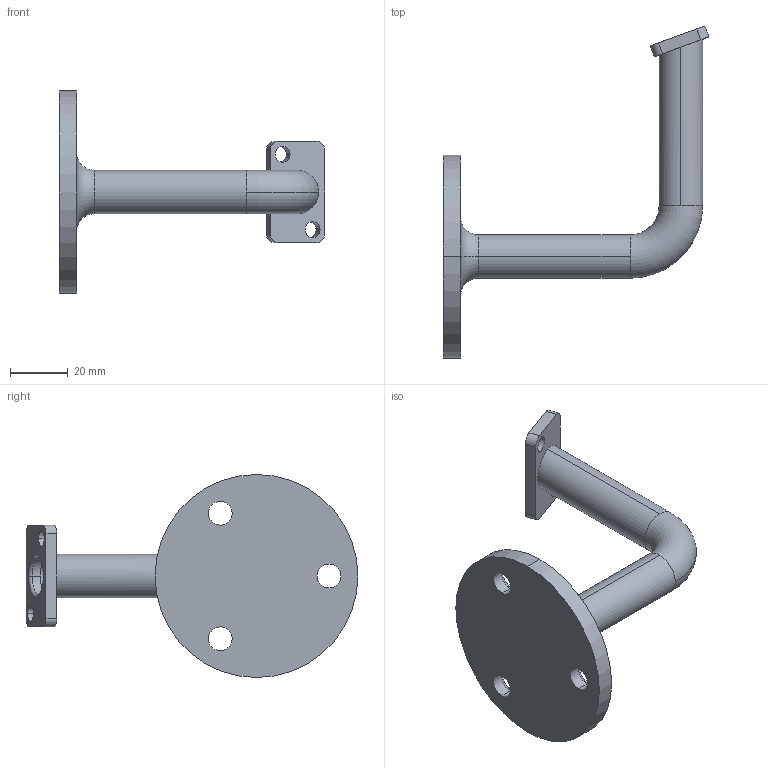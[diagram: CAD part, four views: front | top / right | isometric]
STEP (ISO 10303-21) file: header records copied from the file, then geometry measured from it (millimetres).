
FILE_DESCRIPTION (( 'STEP AP203' ), '1' );
FILE_NAME ('3D_GW2604_Flach_188673150.STEP', '2024-09-27T14:11:58', ( '' ), ( '' ), 'SwSTEP 2.0', 'SolidWorks 2024', '' );
FILE_SCHEMA (( 'CONFIG_CONTROL_DESIGN' ));
Length unit declared in the file: millimetre
Products named in the file (1): 3D_GW2604_Flach_188673150
Bounding box: 91.64 x 114.48 x 70 mm (x, y, z)
Volume: 30794.3 mm3; surface area: 22951 mm2
Topology: 1 solids, 1 shells, 56 faces, 136 edges, 86 vertices
Faces by surface type: cylinder 28, plane 14, torus 8, cone 6
Entity records: 1767 total; most frequent: DIRECTION 324, CARTESIAN_POINT 303, ORIENTED_EDGE 272, AXIS2_PLACEMENT_3D 139, EDGE_CURVE 136, VERTEX_POINT 86, CIRCLE 82, EDGE_LOOP 70
